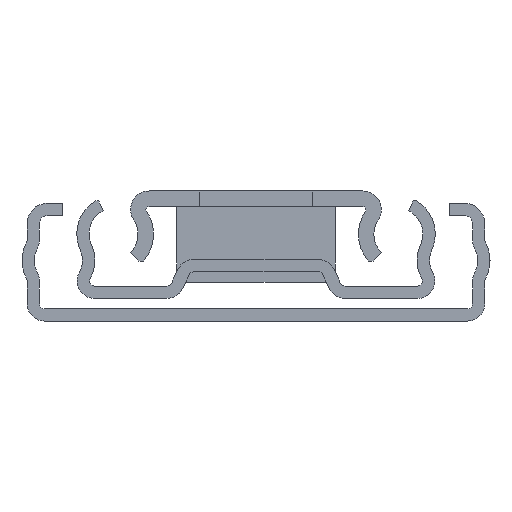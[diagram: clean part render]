
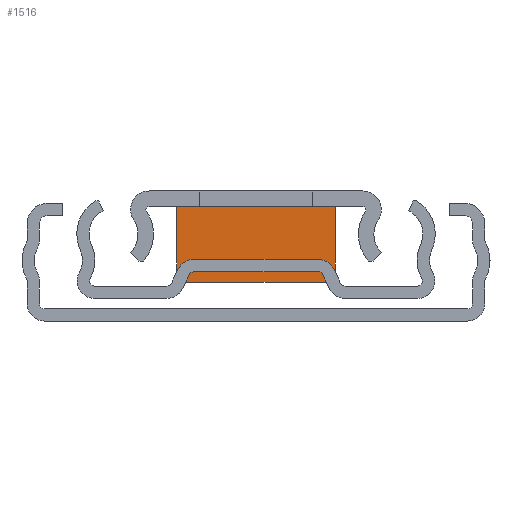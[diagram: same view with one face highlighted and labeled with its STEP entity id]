
A CAD part, left-side view. The second image highlights one B-rep face of the part: STEP entity #1516.
In plain terms, the highlighted planar face has unit normal (-1, 0, 0).
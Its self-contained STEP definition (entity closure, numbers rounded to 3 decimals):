
#68 = LINE ( 'NONE', #5814, #4237 ) ;
#391 = VERTEX_POINT ( 'NONE', #1691 ) ;
#815 = ORIENTED_EDGE ( 'NONE', *, *, #1500, .T. ) ;
#1023 = DIRECTION ( 'NONE',  ( 0., 1., 0. ) ) ;
#1255 = VECTOR ( 'NONE', #1023, 1000. ) ;
#1378 = VERTEX_POINT ( 'NONE', #4416 ) ;
#1485 = VERTEX_POINT ( 'NONE', #3405 ) ;
#1500 = EDGE_CURVE ( 'NONE', #1485, #391, #5843, .T. ) ;
#1516 = ADVANCED_FACE ( 'NONE', ( #4538 ), #5215, .F. ) ;
#1691 = CARTESIAN_POINT ( 'NONE',  ( -1.5, 7.75, -1.507 ) ) ;
#1765 = ORIENTED_EDGE ( 'NONE', *, *, #1805, .F. ) ;
#1795 = VECTOR ( 'NONE', #7144, 1000. ) ;
#1805 = EDGE_CURVE ( 'NONE', #7339, #391, #68, .T. ) ;
#2151 = ORIENTED_EDGE ( 'NONE', *, *, #4719, .T. ) ;
#2686 = EDGE_CURVE ( 'NONE', #1378, #7339, #4768, .T. ) ;
#2797 = DIRECTION ( 'NONE',  ( 1., 0., 0. ) ) ;
#3322 = CARTESIAN_POINT ( 'NONE',  ( -1.5, -7.75, -8.907 ) ) ;
#3405 = CARTESIAN_POINT ( 'NONE',  ( -1.5, -7.75, -1.507 ) ) ;
#3717 = AXIS2_PLACEMENT_3D ( 'NONE', #3322, #2797, #4057 ) ;
#3972 = CARTESIAN_POINT ( 'NONE',  ( -1.5, -7.75, -1.507 ) ) ;
#4057 = DIRECTION ( 'NONE',  ( 0., 1., 0. ) ) ;
#4237 = VECTOR ( 'NONE', #6788, 1000. ) ;
#4393 = EDGE_LOOP ( 'NONE', ( #815, #1765, #6774, #2151 ) ) ;
#4416 = CARTESIAN_POINT ( 'NONE',  ( -1.5, -7.75, -8.907 ) ) ;
#4538 = FACE_OUTER_BOUND ( 'NONE', #4393, .T. ) ;
#4580 = LINE ( 'NONE', #5782, #1795 ) ;
#4719 = EDGE_CURVE ( 'NONE', #1378, #1485, #4580, .T. ) ;
#4768 = LINE ( 'NONE', #7207, #4883 ) ;
#4883 = VECTOR ( 'NONE', #5284, 1000. ) ;
#5215 = PLANE ( 'NONE',  #3717 ) ;
#5284 = DIRECTION ( 'NONE',  ( 0., 1., 0. ) ) ;
#5453 = CARTESIAN_POINT ( 'NONE',  ( -1.5, 7.75, -8.907 ) ) ;
#5782 = CARTESIAN_POINT ( 'NONE',  ( -1.5, -7.75, -8.907 ) ) ;
#5814 = CARTESIAN_POINT ( 'NONE',  ( -1.5, 7.75, -8.907 ) ) ;
#5843 = LINE ( 'NONE', #3972, #1255 ) ;
#6774 = ORIENTED_EDGE ( 'NONE', *, *, #2686, .F. ) ;
#6788 = DIRECTION ( 'NONE',  ( 0., 0., 1. ) ) ;
#7144 = DIRECTION ( 'NONE',  ( 0., 0., 1. ) ) ;
#7207 = CARTESIAN_POINT ( 'NONE',  ( -1.5, -7.75, -8.907 ) ) ;
#7339 = VERTEX_POINT ( 'NONE', #5453 ) ;
